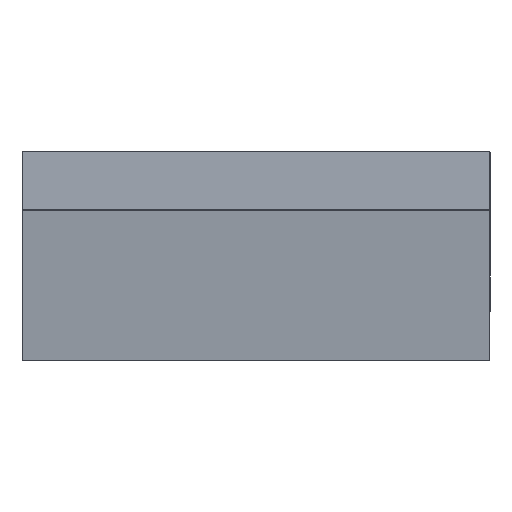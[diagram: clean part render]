
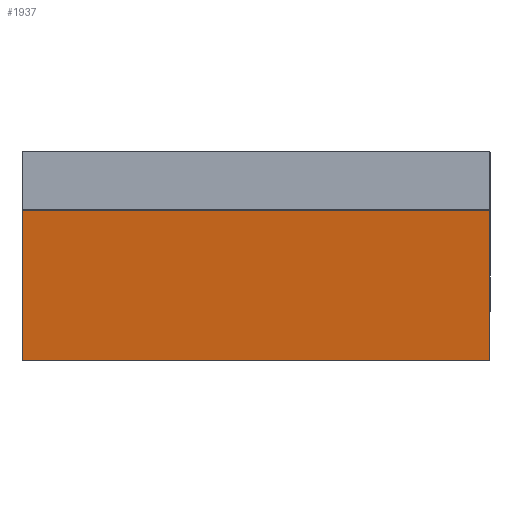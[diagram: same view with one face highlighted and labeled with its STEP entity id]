
A CAD part, top view. The second image highlights one B-rep face of the part: STEP entity #1937.
In plain terms, the highlighted planar face has unit normal (0, -0.122, 0.993).
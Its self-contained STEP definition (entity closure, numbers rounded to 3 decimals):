
#1877=CARTESIAN_POINT('',(5.27,-1.75,13.485));
#1878=VERTEX_POINT('',#1877);
#1885=CARTESIAN_POINT('',(-5.27,-1.75,13.485));
#1886=VERTEX_POINT('',#1885);
#1887=CARTESIAN_POINT('',(-5.27,-1.75,13.485));
#1888=DIRECTION('',(1.0,0.0,0.0));
#1889=VECTOR('',#1888,10.54);
#1890=LINE('',#1887,#1889);
#1891=EDGE_CURVE('',#1886,#1878,#1890,.T.);
#1907=CARTESIAN_POINT('',(-5.27,-1.75,13.485));
#1908=DIRECTION('',(0.,-0.122,0.993));
#1909=DIRECTION('',(-1.0,0.0,0.0));
#1910=AXIS2_PLACEMENT_3D('',#1907,#1908,#1909);
#1911=PLANE('',#1910);
#1912=CARTESIAN_POINT('',(5.27,1.63,13.9));
#1913=VERTEX_POINT('',#1912);
#1914=CARTESIAN_POINT('',(5.27,-1.75,13.485));
#1915=DIRECTION('',(0.0,0.993,0.122));
#1916=VECTOR('',#1915,3.405);
#1917=LINE('',#1914,#1916);
#1918=EDGE_CURVE('',#1878,#1913,#1917,.T.);
#1919=ORIENTED_EDGE('',*,*,#1918,.T.);
#1920=CARTESIAN_POINT('',(-5.27,1.63,13.9));
#1921=VERTEX_POINT('',#1920);
#1922=CARTESIAN_POINT('',(-5.27,1.63,13.9));
#1923=DIRECTION('',(1.0,0.0,0.0));
#1924=VECTOR('',#1923,10.54);
#1925=LINE('',#1922,#1924);
#1926=EDGE_CURVE('',#1921,#1913,#1925,.T.);
#1927=ORIENTED_EDGE('',*,*,#1926,.F.);
#1928=CARTESIAN_POINT('',(-5.27,1.63,13.9));
#1929=DIRECTION('',(0.0,-0.993,-0.122));
#1930=VECTOR('',#1929,3.405);
#1931=LINE('',#1928,#1930);
#1932=EDGE_CURVE('',#1921,#1886,#1931,.T.);
#1933=ORIENTED_EDGE('',*,*,#1932,.T.);
#1934=ORIENTED_EDGE('',*,*,#1891,.T.);
#1935=EDGE_LOOP('',(#1919,#1927,#1933,#1934));
#1936=FACE_OUTER_BOUND('',#1935,.T.);
#1937=ADVANCED_FACE('',(#1936),#1911,.T.);
